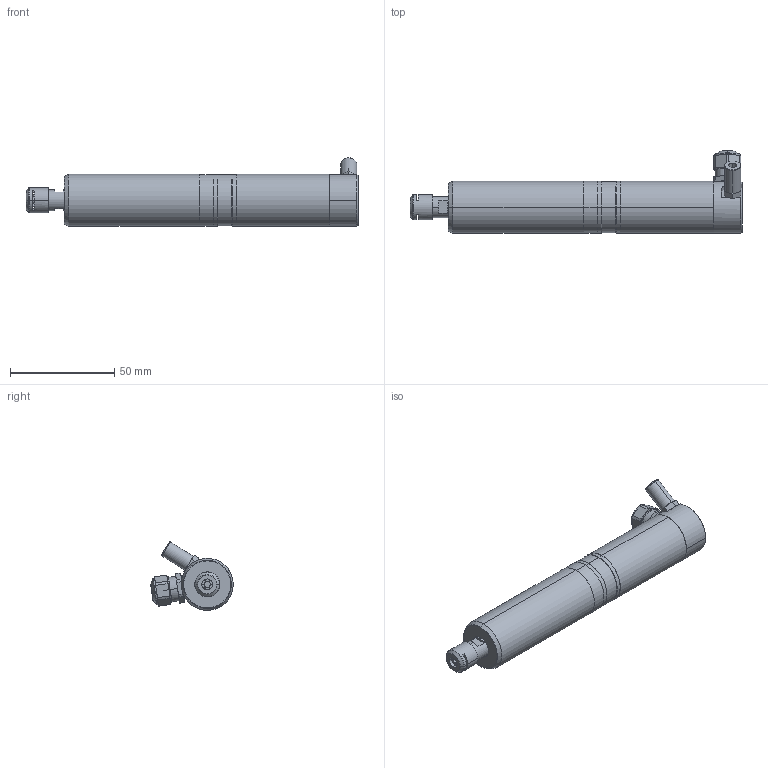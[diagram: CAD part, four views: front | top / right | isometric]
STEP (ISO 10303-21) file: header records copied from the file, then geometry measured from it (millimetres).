
FILE_DESCRIPTION (( 'STEP AP203' ), '1' );
FILE_NAME ('025S100ES-01-.STEP', '2012-04-24T11:07:48', ( 'FM10CAD1' ), ( 'IBAG Switzerland AG' ), 'SwSTEP 2.0', 'SolidWorks 2010', '' );
FILE_SCHEMA (( 'CONFIG_CONTROL_DESIGN' ));
Length unit declared in the file: millimetre
Products named in the file (1): 025S100ES-01-
Bounding box: 159.48 x 39.65 x 33.04 mm (x, y, z)
Surface area: 16483.1 mm2 (no closed solid volume)
Topology: 0 solids, 18 shells, 212 faces, 665 edges, 456 vertices
Faces by surface type: plane 93, cylinder 70, cone 33, torus 16
Entity records: 7613 total; most frequent: CARTESIAN_POINT 1531, DIRECTION 1367, ORIENTED_EDGE 1078, EDGE_CURVE 661, AXIS2_PLACEMENT_3D 532, VERTEX_POINT 456, CIRCLE 319, VECTOR 303
